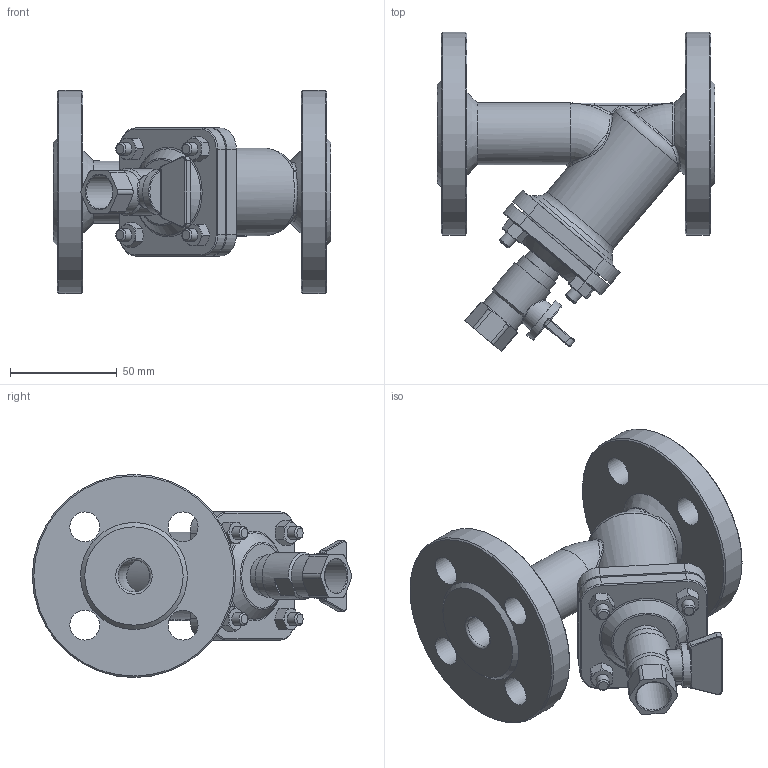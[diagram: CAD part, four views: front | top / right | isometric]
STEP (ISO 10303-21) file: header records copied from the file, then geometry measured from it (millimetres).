
FILE_DESCRIPTION(/* description */ (''),/* implementation_level */ '2;1');
FILE_NAME(/* name */ 'DN15_3D_STEP.stp',/* time_stamp */ '2024-11-30T19:43:14+03:00',/* author */ ('igorr'),/* organization */ (''),/* preprocessor_version */ 'ST-DEVELOPER v20',/* originating_system */ 'Autodesk Inventor 2025',/* authorisation */ '');
FILE_SCHEMA (('AUTOMOTIVE_DESIGN { 1 0 10303 214 3 1 1 }'));
Length unit declared in the file: millimetre
Products named in the file (4): Сборка; Деталь1; Деталь2; ANSI B18.2.4.2M - M6x1
Assembly tree (6 placements, depth 2):
  Сборка
    Деталь1
    Деталь2
    ANSI B18.2.4.2M - M6x1  x4
Bounding box: 130 x 149.33 x 95 mm (x, y, z)
Volume: 342917.7 mm3; surface area: 76777.9 mm2
Topology: 6 solids, 6 shells, 384 faces, 913 edges, 566 vertices
Faces by surface type: plane 123, cylinder 83, cone 82, bspline 65, torus 27, sphere 4
Full cylindrical faces by diameter (mm): 4.917 x4, 6 x8, 14 x8, 15 x3, 16 x1, 18 x1, 20 x2, 21 x1, 22 x1, 29 x1, 41 x2, 95 x2
Entity records: 12146 total; most frequent: CARTESIAN_POINT 4621, ORIENTED_EDGE 1526, DIRECTION 1366, EDGE_CURVE 763, AXIS2_PLACEMENT_3D 552, VERTEX_POINT 479, EDGE_LOOP 366, FACE_OUTER_BOUND 315
